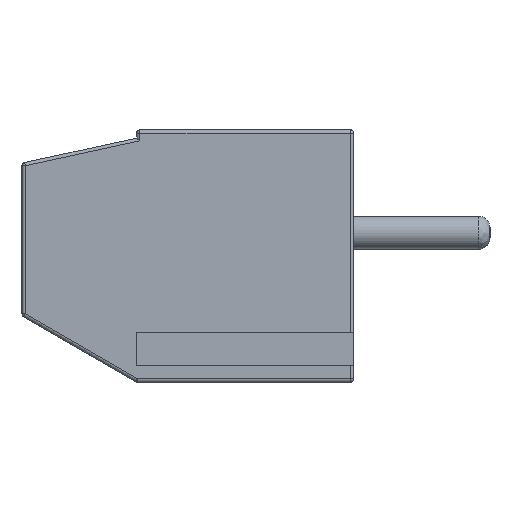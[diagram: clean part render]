
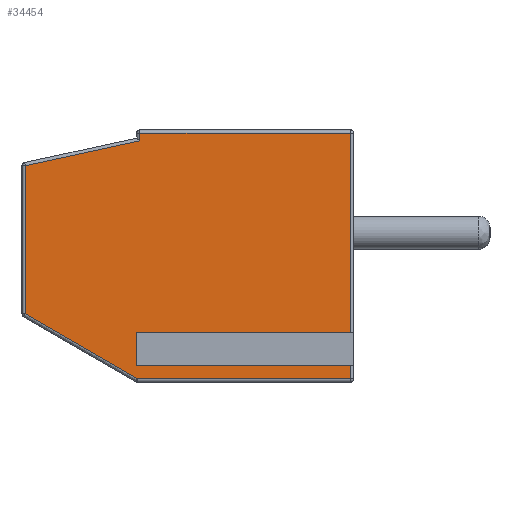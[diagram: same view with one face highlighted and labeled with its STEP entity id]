
A CAD part, left-side view. The second image highlights one B-rep face of the part: STEP entity #34454.
In plain terms, the highlighted planar face has unit normal (-1, 0, 0).
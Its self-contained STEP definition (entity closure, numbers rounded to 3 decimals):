
#63=DIRECTION('',(0.,0.,-1.));
#64=VECTOR('',#63,0.231);
#65=CARTESIAN_POINT('',(-40.,1.45,3.));
#66=LINE('',#65,#64);
#71=DIRECTION('',(0.,1.,0.));
#72=VECTOR('',#71,6.35);
#73=CARTESIAN_POINT('',(-40.,-4.9,3.));
#74=LINE('',#73,#72);
#78=DIRECTION('',(0.,0.,1.));
#79=VECTOR('',#78,6.186);
#80=CARTESIAN_POINT('',(-40.,-4.9,-3.186));
#81=LINE('',#80,#79);
#85=DIRECTION('',(0.,1.,0.));
#86=VECTOR('',#85,6.45);
#87=CARTESIAN_POINT('',(-40.,-4.9,-3.186));
#88=LINE('',#87,#86);
#92=DIRECTION('',(0.,0.,-1.));
#93=VECTOR('',#92,0.628);
#94=CARTESIAN_POINT('',(-40.,1.55,-3.186));
#95=LINE('',#94,#93);
#99=DIRECTION('',(0.,1.,0.));
#100=VECTOR('',#99,6.45);
#101=CARTESIAN_POINT('',(-40.,-4.9,-3.814));
#102=LINE('',#101,#100);
#106=DIRECTION('',(0.,0.,1.));
#107=VECTOR('',#106,0.586);
#108=CARTESIAN_POINT('',(-40.,-4.9,-4.4));
#109=LINE('',#108,#107);
#113=DIRECTION('',(0.,-1.,0.));
#114=VECTOR('',#113,6.423);
#115=CARTESIAN_POINT('',(-40.,1.523,-4.4));
#116=LINE('',#115,#114);
#120=DIRECTION('',(0.,-0.865,-0.502));
#121=VECTOR('',#120,3.903);
#122=CARTESIAN_POINT('',(-40.,4.9,-2.442));
#123=LINE('',#122,#121);
#127=DIRECTION('',(0.,0.,-1.));
#128=VECTOR('',#127,4.462);
#129=CARTESIAN_POINT('',(-40.,4.9,2.019));
#130=LINE('',#129,#128);
#134=DIRECTION('',(0.,0.977,-0.212));
#135=VECTOR('',#134,3.531);
#136=CARTESIAN_POINT('',(-40.,1.45,2.769));
#137=LINE('',#136,#135);
#14843=CARTESIAN_POINT('',(-40.,-4.9,-3.186));
#30749=CARTESIAN_POINT('',(-40.,1.45,3.));
#30750=CARTESIAN_POINT('',(-40.,1.45,2.769));
#30751=VERTEX_POINT('',#30749);
#30752=VERTEX_POINT('',#30750);
#30753=CARTESIAN_POINT('',(-40.,4.9,2.019));
#30754=VERTEX_POINT('',#30753);
#30759=CARTESIAN_POINT('',(-40.,4.9,-2.442));
#30760=VERTEX_POINT('',#30759);
#30765=CARTESIAN_POINT('',(-40.,1.523,-4.4));
#30766=VERTEX_POINT('',#30765);
#30771=CARTESIAN_POINT('',(-40.,-4.9,-4.4));
#30772=VERTEX_POINT('',#30771);
#30777=CARTESIAN_POINT('',(-40.,-4.9,-3.814));
#30778=VERTEX_POINT('',#30777);
#30781=CARTESIAN_POINT('',(-40.,-4.9,3.));
#30782=VERTEX_POINT('',#30781);
#30830=VERTEX_POINT('',#14843);
#30871=CARTESIAN_POINT('',(-40.,1.55,-3.186));
#30872=CARTESIAN_POINT('',(-40.,1.55,-3.814));
#30873=VERTEX_POINT('',#30871);
#30874=VERTEX_POINT('',#30872);
#34425=CARTESIAN_POINT('',(-40.,0.,0.));
#34426=DIRECTION('',(1.,0.,0.));
#34427=DIRECTION('',(0.,-1.,0.));
#34428=AXIS2_PLACEMENT_3D('',#34425,#34426,#34427);
#34429=PLANE('',#34428);
#34431=ORIENTED_EDGE('',*,*,#34430,.F.);
#34433=ORIENTED_EDGE('',*,*,#34432,.F.);
#34435=ORIENTED_EDGE('',*,*,#34434,.F.);
#34437=ORIENTED_EDGE('',*,*,#34436,.T.);
#34439=ORIENTED_EDGE('',*,*,#34438,.T.);
#34441=ORIENTED_EDGE('',*,*,#34440,.F.);
#34443=ORIENTED_EDGE('',*,*,#34442,.F.);
#34445=ORIENTED_EDGE('',*,*,#34444,.F.);
#34447=ORIENTED_EDGE('',*,*,#34446,.F.);
#34449=ORIENTED_EDGE('',*,*,#34448,.F.);
#34451=ORIENTED_EDGE('',*,*,#34450,.F.);
#34452=EDGE_LOOP('',(#34431,#34433,#34435,#34437,#34439,#34441,#34443,#34445,
#34447,#34449,#34451));
#34453=FACE_OUTER_BOUND('',#34452,.F.);
#34454=ADVANCED_FACE('',(#34453),#34429,.F.);
#34430=EDGE_CURVE('',#30751,#30752,#66,.T.);
#34432=EDGE_CURVE('',#30782,#30751,#74,.T.);
#34434=EDGE_CURVE('',#30830,#30782,#81,.T.);
#34436=EDGE_CURVE('',#30830,#30873,#88,.T.);
#34438=EDGE_CURVE('',#30873,#30874,#95,.T.);
#34440=EDGE_CURVE('',#30778,#30874,#102,.T.);
#34442=EDGE_CURVE('',#30772,#30778,#109,.T.);
#34444=EDGE_CURVE('',#30766,#30772,#116,.T.);
#34446=EDGE_CURVE('',#30760,#30766,#123,.T.);
#34448=EDGE_CURVE('',#30754,#30760,#130,.T.);
#34450=EDGE_CURVE('',#30752,#30754,#137,.T.);
